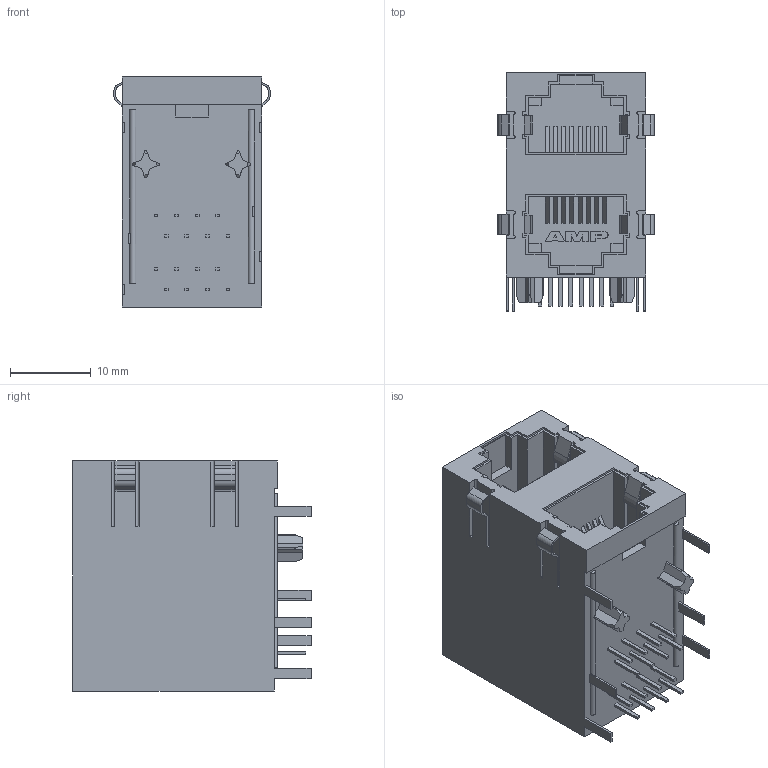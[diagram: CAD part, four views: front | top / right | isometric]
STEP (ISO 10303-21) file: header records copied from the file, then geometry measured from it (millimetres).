
FILE_DESCRIPTION((''),'2;1');
FILE_NAME('C-5569381-1','2009-02-26T',('workeradm'),('Tyco Electronics Corporation'),'PRO/ENGINEER BY PARAMETRIC TECHNOLOGY CORPORATION, 2005450','PRO/ENGINEER BY PARAMETRIC TECHNOLOGY CORPORATION, 2005450','');
FILE_SCHEMA(('CONFIG_CONTROL_DESIGN', 'GEOMETRIC_VALIDATION_PROPERTIES_MIM'));
Length unit declared in the file: millimetre
Products named in the file (1): C-5569381-1
Bounding box: 19.3 x 29.46 x 28.45 mm (x, y, z)
Volume: 10055.2 mm3; surface area: 5008.4 mm2
Topology: 1 solids, 1 shells, 476 faces, 1359 edges, 908 vertices
Faces by surface type: plane 423, cylinder 51, extrusion 2
Entity records: 15574 total; most frequent: CARTESIAN_POINT 2886, ORIENTED_EDGE 2718, DIRECTION 2379, EDGE_CURVE 1359, VECTOR 1239, LINE 1237, VERTEX_POINT 908, AXIS2_PLACEMENT_3D 570
